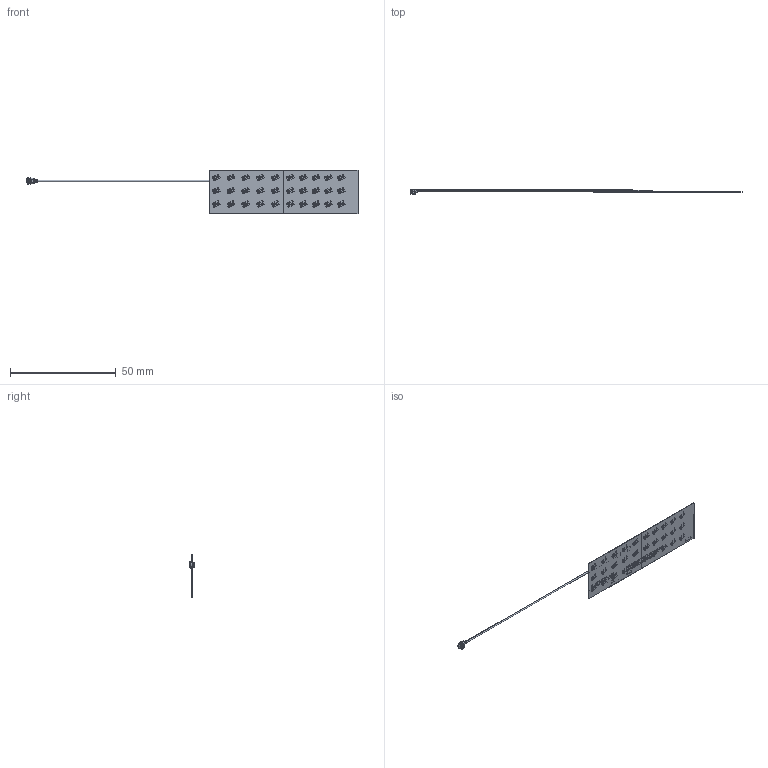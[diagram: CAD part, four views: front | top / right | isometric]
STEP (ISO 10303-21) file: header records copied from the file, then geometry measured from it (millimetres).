
FILE_DESCRIPTION (( 'STEP AP214' ), '1' );
FILE_NAME ('FXP14.24.0100B_Web.STEP', '2025-11-10T05:52:02', ( '' ), ( '' ), 'SwSTEP 2.0', 'SolidWorks 2024', '' );
FILE_SCHEMA (( 'AUTOMOTIVE_DESIGN' ));
Length unit declared in the file: millimetre
Products named in the file (1): FXP14.24.0100B_Web
Bounding box: 157.04 x 2.1 x 20.4 mm (x, y, z)
Surface area: 3258.5 mm2 (no closed solid volume)
Topology: 0 solids, 31 shells, 798 faces, 5833 edges, 4904 vertices
Faces by surface type: plane 506, bspline 208, cylinder 66, cone 18
Entity records: 84504 total; most frequent: CARTESIAN_POINT 41108, ORIENTED_EDGE 7261, EDGE_CURVE 5829, VERTEX_POINT 4904, DIRECTION 4853, VECTOR 3285, LINE 3285, B_SPLINE_CURVE_WITH_KNOTS 2338
